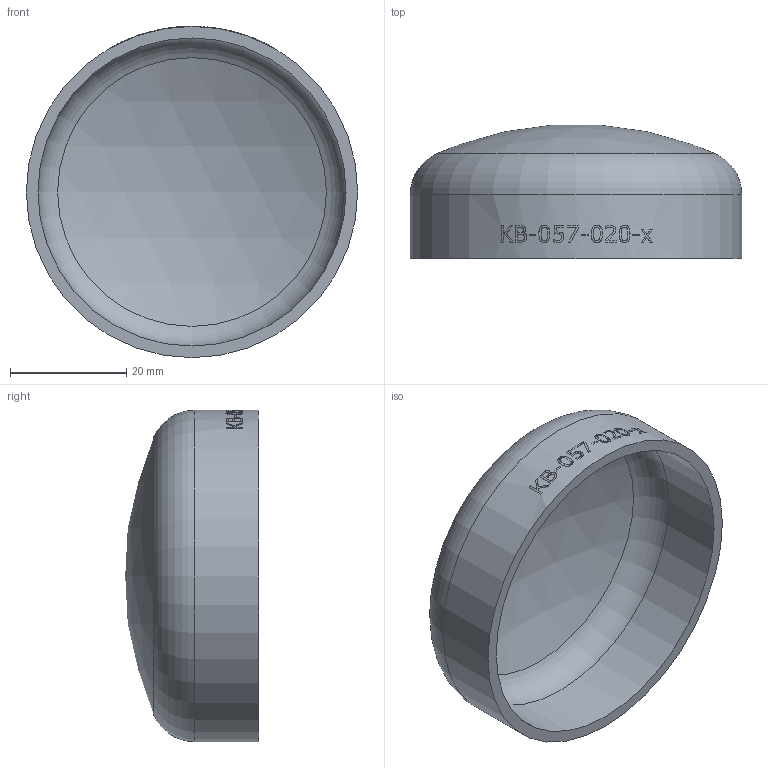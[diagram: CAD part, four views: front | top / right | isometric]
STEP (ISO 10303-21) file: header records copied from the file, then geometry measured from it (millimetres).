
FILE_DESCRIPTION (( 'STEP AP214' ), '1' );
FILE_NAME ('KB-057-020-x Klöpperboden 2001.STEP', '2020-01-28T13:01:29', ( '' ), ( '' ), 'SwSTEP 2.0', 'SolidWorks 2016', '' );
FILE_SCHEMA (( 'AUTOMOTIVE_DESIGN' ));
Length unit declared in the file: millimetre
Products named in the file (1): KB-057-020-x Klöpperboden 2001
Bounding box: 57 x 22.96 x 57 mm (x, y, z)
Volume: 9968.2 mm3; surface area: 10330 mm2
Topology: 1 solids, 1 shells, 161 faces, 421 edges, 280 vertices
Faces by surface type: bspline 86, plane 52, cylinder 19, torus 2, sphere 2
Full cylindrical faces by diameter (mm): 53 x1, 57 x1
Entity records: 16571 total; most frequent: CARTESIAN_POINT 11682, ORIENTED_EDGE 834, EDGE_CURVE 417, DIRECTION 358, VERTEX_POINT 280, B_SPLINE_CURVE_WITH_KNOTS 275, EDGE_LOOP 183, FACE_OUTER_BOUND 165
